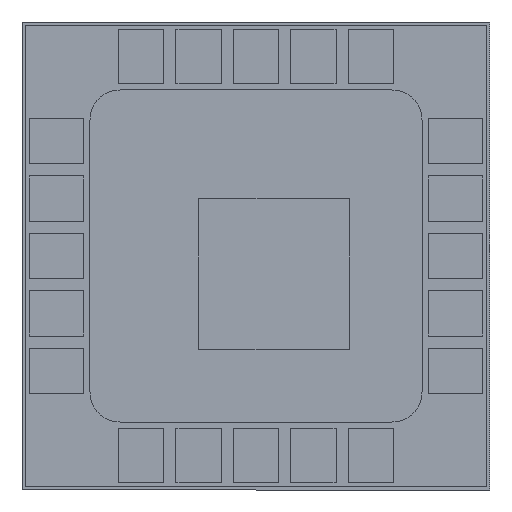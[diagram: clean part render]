
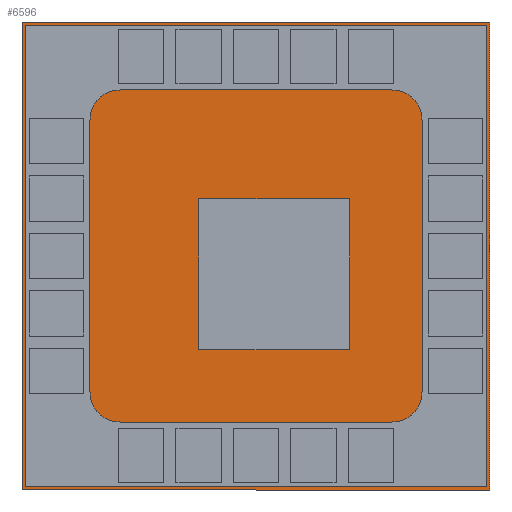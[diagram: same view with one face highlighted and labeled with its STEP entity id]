
A CAD part, front view. The second image highlights one B-rep face of the part: STEP entity #6596.
In plain terms, the highlighted planar face has unit normal (0, -1, 0).
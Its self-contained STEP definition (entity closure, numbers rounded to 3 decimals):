
#64 = ORIENTED_EDGE ( 'NONE', *, *, #5817, .F. ) ;
#191 = LINE ( 'NONE', #1366, #5421 ) ;
#249 = CARTESIAN_POINT ( 'NONE',  ( -7.75, 1., -7.75 ) ) ;
#955 = ORIENTED_EDGE ( 'NONE', *, *, #1232, .F. ) ;
#1232 = EDGE_CURVE ( 'NONE', #3382, #6784, #7137, .T. ) ;
#1366 = CARTESIAN_POINT ( 'NONE',  ( 7.75, 1., 7.75 ) ) ;
#1399 = DIRECTION ( 'NONE',  ( 0., 0., 1. ) ) ;
#1520 = EDGE_CURVE ( 'NONE', #7181, #3382, #5927, .T. ) ;
#1725 = DIRECTION ( 'NONE',  ( 0., 0., -1. ) ) ;
#1825 = LINE ( 'NONE', #6834, #4849 ) ;
#1972 = CARTESIAN_POINT ( 'NONE',  ( -7.75, 1., 7.75 ) ) ;
#2688 = VECTOR ( 'NONE', #2993, 1000. ) ;
#2993 = DIRECTION ( 'NONE',  ( -1., 0., 0. ) ) ;
#3082 = CARTESIAN_POINT ( 'NONE',  ( 7.75, 1., -7.75 ) ) ;
#3261 = DIRECTION ( 'NONE',  ( 0., 0., 1. ) ) ;
#3382 = VERTEX_POINT ( 'NONE', #249 ) ;
#3851 = AXIS2_PLACEMENT_3D ( 'NONE', #4611, #5242, #1399 ) ;
#4611 = CARTESIAN_POINT ( 'NONE',  ( 0., 1., 0. ) ) ;
#4638 = FACE_OUTER_BOUND ( 'NONE', #6434, .T. ) ;
#4849 = VECTOR ( 'NONE', #1725, 1000. ) ;
#5242 = DIRECTION ( 'NONE',  ( 0., 1., 0. ) ) ;
#5421 = VECTOR ( 'NONE', #7131, 1000. ) ;
#5817 = EDGE_CURVE ( 'NONE', #7893, #7181, #1825, .T. ) ;
#5927 = LINE ( 'NONE', #3082, #2688 ) ;
#6051 = CARTESIAN_POINT ( 'NONE',  ( 7.75, 1., -7.75 ) ) ;
#6238 = VECTOR ( 'NONE', #3261, 1000. ) ;
#6434 = EDGE_LOOP ( 'NONE', ( #955, #7454, #64, #6860 ) ) ;
#6465 = PLANE ( 'NONE',  #3851 ) ;
#6532 = CARTESIAN_POINT ( 'NONE',  ( -7.75, 1., 7.75 ) ) ;
#6596 = ADVANCED_FACE ( 'NONE', ( #4638 ), #6465, .F. ) ;
#6784 = VERTEX_POINT ( 'NONE', #6532 ) ;
#6834 = CARTESIAN_POINT ( 'NONE',  ( 7.75, 1., 7.75 ) ) ;
#6860 = ORIENTED_EDGE ( 'NONE', *, *, #7425, .F. ) ;
#7131 = DIRECTION ( 'NONE',  ( 1., 0., 0. ) ) ;
#7137 = LINE ( 'NONE', #1972, #6238 ) ;
#7181 = VERTEX_POINT ( 'NONE', #6051 ) ;
#7425 = EDGE_CURVE ( 'NONE', #6784, #7893, #191, .T. ) ;
#7454 = ORIENTED_EDGE ( 'NONE', *, *, #1520, .F. ) ;
#7893 = VERTEX_POINT ( 'NONE', #8313 ) ;
#8313 = CARTESIAN_POINT ( 'NONE',  ( 7.75, 1., 7.75 ) ) ;
